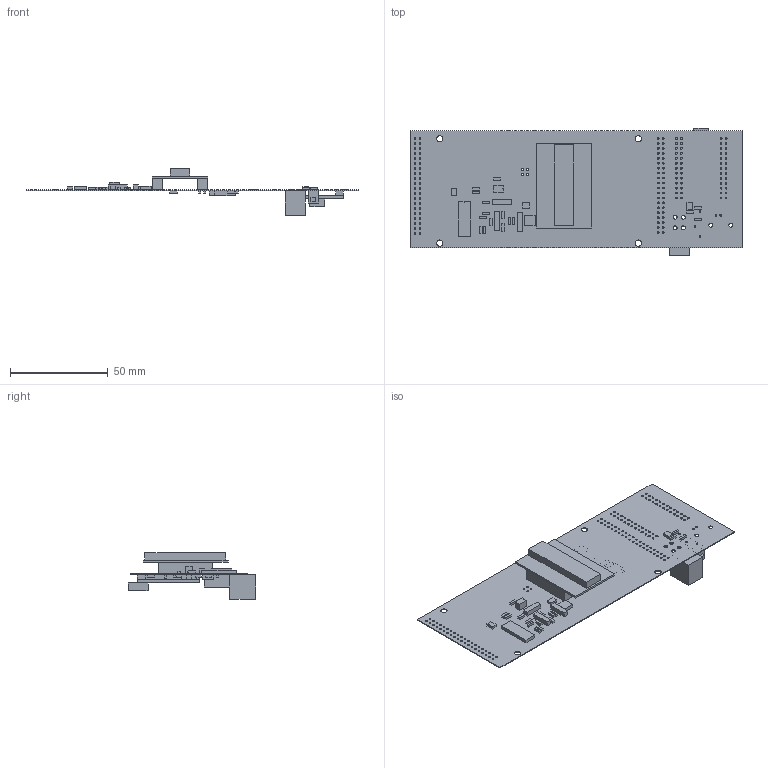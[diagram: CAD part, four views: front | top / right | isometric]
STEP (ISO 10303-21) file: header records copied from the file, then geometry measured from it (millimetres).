
FILE_DESCRIPTION(('Open CASCADE Model'),'2;1');
FILE_NAME('Open CASCADE Shape Model','2020-08-26T18:34:08',('Author'),( 'Open CASCADE'),'Open CASCADE STEP processor 6.8','Open CASCADE 6.8' ,'Unknown');
FILE_SCHEMA(('AUTOMOTIVE_DESIGN { 1 0 10303 214 1 1 1 1 }'));
Length unit declared in the file: millimetre
Products named in the file (87): PCB; Board; Open CASCADE STEP translator 6.8 2.1.1; C16; 6308054496; Extruded; R4; 6308055776; C20; 6308053216; D2; 6308054976; D3; 6291241888; D9; 6291241328; C18; C19; X1; 6291241568; D7; 6291236208; 6291235808; 6291235568; R1; R5; R6; 6291237968; 6291237728; R2; R3; R8; R12; DD5; 6308055696; DD4; 6308055296; DD1; DD6; DD2 ...
Assembly tree (117 placements, depth 4):
  PCB
    Board
      Open CASCADE STEP translator 6.8 2.1.1
    C16
      6308054496
        Extruded
    R4
      6308055776
        Extruded
    C20
      6308053216
        Extruded
    D2
      6308054976
        Extruded
    D3
      6291241888
        Extruded
    D9
      6291241328
        Extruded
    C18
      6308055776
        Extruded
    C19
      6308054496
        Extruded
    X1
      6291241568
        Extruded
    D7
      6291236208  x2
        Extruded
      6291235808
        Extruded
      6291235568
        Extruded
    R1
      6308055776
        Extruded
    R5
      6308055776
        Extruded
    R6
      6291237968
        Extruded
      6291237728
        Extruded
    R2
      6308055776
        Extruded
    R3
      6308055776
        Extruded
    R8
      6308055776
        Extruded
    R12
      6308055776
        Extruded
Bounding box: 169.88 x 64.99 x 23.96 mm (x, y, z)
Volume: 14656 mm3; surface area: 32349.6 mm2
Topology: 52 solids, 52 shells, 547 faces, 1329 edges, 886 vertices
Faces by surface type: plane 352, cylinder 195
Full cylindrical faces by diameter (mm): 0.9 x185, 2 x6, 3.2 x4
Entity records: 14099 total; most frequent: DIRECTION 2305, CARTESIAN_POINT 2074, ORIENTED_EDGE 1914, EDGE_CURVE 957, AXIS2_PLACEMENT_3D 869, FACE_BOUND 751, EDGE_LOOP 751, VERTEX_POINT 638
